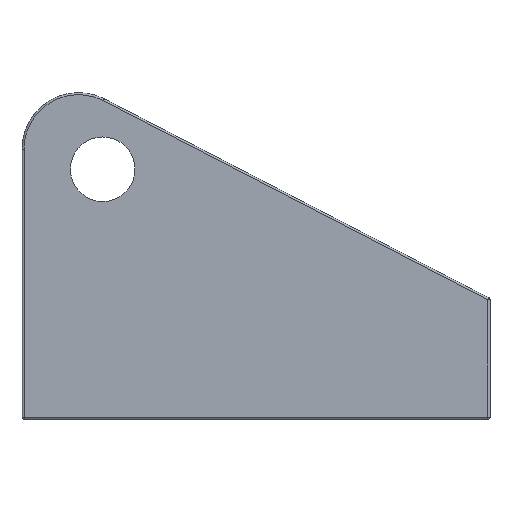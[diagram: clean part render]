
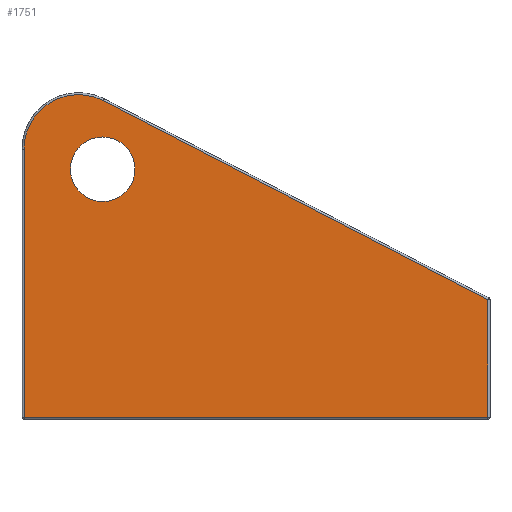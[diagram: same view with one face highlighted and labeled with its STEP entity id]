
A CAD part, front view. The second image highlights one B-rep face of the part: STEP entity #1751.
In plain terms, the highlighted planar face has unit normal (0, -1, 0).
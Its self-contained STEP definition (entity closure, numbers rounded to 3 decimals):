
#72 = CYLINDRICAL_SURFACE('',#73,0.25);
#73 = AXIS2_PLACEMENT_3D('',#74,#75,#76);
#74 = CARTESIAN_POINT('',(0.25,0.25,0.));
#75 = DIRECTION('',(0.,0.,1.));
#76 = DIRECTION('',(-1.,0.,0.));
#209 = TOROIDAL_SURFACE('',#210,6.75,0.25);
#210 = AXIS2_PLACEMENT_3D('',#211,#212,#213);
#211 = CARTESIAN_POINT('',(7.,0.25,33.498));
#212 = DIRECTION('',(0.,-1.,0.));
#213 = DIRECTION('',(-1.,0.,0.));
#396 = CYLINDRICAL_SURFACE('',#397,4.);
#397 = AXIS2_PLACEMENT_3D('',#398,#399,#400);
#398 = CARTESIAN_POINT('',(10.,40.,31.));
#399 = DIRECTION('',(0.,-1.,0.));
#400 = DIRECTION('',(1.,0.,0.));
#756 = VERTEX_POINT('',#757);
#757 = CARTESIAN_POINT('',(0.25,0.,0.25));
#779 = EDGE_CURVE('',#756,#780,#782,.T.);
#780 = VERTEX_POINT('',#781);
#781 = CARTESIAN_POINT('',(0.25,0.,33.498));
#782 = SURFACE_CURVE('',#783,(#787,#794),.PCURVE_S1.);
#783 = LINE('',#784,#785);
#784 = CARTESIAN_POINT('',(0.25,0.,0.));
#785 = VECTOR('',#786,1.);
#786 = DIRECTION('',(0.,0.,1.));
#787 = PCURVE('',#72,#788);
#788 = DEFINITIONAL_REPRESENTATION('',(#789),#793);
#789 = LINE('',#790,#791);
#790 = CARTESIAN_POINT('',(1.571,0.));
#791 = VECTOR('',#792,1.);
#792 = DIRECTION('',(0.,1.));
#793 = ( GEOMETRIC_REPRESENTATION_CONTEXT(2) 
PARAMETRIC_REPRESENTATION_CONTEXT() REPRESENTATION_CONTEXT('2D SPACE',''
  ) );
#794 = PCURVE('',#795,#800);
#795 = PLANE('',#796);
#796 = AXIS2_PLACEMENT_3D('',#797,#798,#799);
#797 = CARTESIAN_POINT('',(0.,0.,0.));
#798 = DIRECTION('',(0.,-1.,0.));
#799 = DIRECTION('',(0.,0.,-1.));
#800 = DEFINITIONAL_REPRESENTATION('',(#801),#805);
#801 = LINE('',#802,#803);
#802 = CARTESIAN_POINT('',(0.,0.25));
#803 = VECTOR('',#804,1.);
#804 = DIRECTION('',(-1.,0.));
#805 = ( GEOMETRIC_REPRESENTATION_CONTEXT(2) 
PARAMETRIC_REPRESENTATION_CONTEXT() REPRESENTATION_CONTEXT('2D SPACE',''
  ) );
#846 = CYLINDRICAL_SURFACE('',#847,0.25);
#847 = AXIS2_PLACEMENT_3D('',#848,#849,#850);
#848 = CARTESIAN_POINT('',(10.101,0.25,39.494));
#849 = DIRECTION('',(0.888,0.,-0.459
    ));
#850 = DIRECTION('',(0.459,0.,0.888)
  );
#887 = VERTEX_POINT('',#888);
#888 = CARTESIAN_POINT('',(10.101,0.,
    39.494));
#908 = EDGE_CURVE('',#780,#887,#909,.T.);
#909 = SURFACE_CURVE('',#910,(#915,#922),.PCURVE_S1.);
#910 = CIRCLE('',#911,6.75);
#911 = AXIS2_PLACEMENT_3D('',#912,#913,#914);
#912 = CARTESIAN_POINT('',(7.,0.,33.498));
#913 = DIRECTION('',(0.,1.,0.));
#914 = DIRECTION('',(-1.,0.,0.));
#915 = PCURVE('',#209,#916);
#916 = DEFINITIONAL_REPRESENTATION('',(#917),#921);
#917 = LINE('',#918,#919);
#918 = CARTESIAN_POINT('',(0.,1.571));
#919 = VECTOR('',#920,1.);
#920 = DIRECTION('',(-1.,0.));
#921 = ( GEOMETRIC_REPRESENTATION_CONTEXT(2) 
PARAMETRIC_REPRESENTATION_CONTEXT() REPRESENTATION_CONTEXT('2D SPACE',''
  ) );
#922 = PCURVE('',#795,#923);
#923 = DEFINITIONAL_REPRESENTATION('',(#924),#932);
#924 = ( BOUNDED_CURVE() B_SPLINE_CURVE(2,(#925,#926,#927,#928,#929,#930
,#931),.UNSPECIFIED.,.F.,.F.) B_SPLINE_CURVE_WITH_KNOTS((1,2,2,2,2,1),(
    -2.094,0.,2.094,4.189,6.283,
8.378),.UNSPECIFIED.) CURVE() GEOMETRIC_REPRESENTATION_ITEM() 
RATIONAL_B_SPLINE_CURVE((1.,0.5,1.,0.5,1.,0.5,1.)) REPRESENTATION_ITEM(
  '') );
#925 = CARTESIAN_POINT('',(-33.498,0.25));
#926 = CARTESIAN_POINT('',(-45.19,0.25));
#927 = CARTESIAN_POINT('',(-39.344,10.375));
#928 = CARTESIAN_POINT('',(-33.498,20.5));
#929 = CARTESIAN_POINT('',(-27.653,10.375));
#930 = CARTESIAN_POINT('',(-21.807,0.25));
#931 = CARTESIAN_POINT('',(-33.498,0.25));
#932 = ( GEOMETRIC_REPRESENTATION_CONTEXT(2) 
PARAMETRIC_REPRESENTATION_CONTEXT() REPRESENTATION_CONTEXT('2D SPACE',''
  ) );
#955 = CYLINDRICAL_SURFACE('',#956,0.25);
#956 = AXIS2_PLACEMENT_3D('',#957,#958,#959);
#957 = CARTESIAN_POINT('',(57.75,0.25,15.));
#958 = DIRECTION('',(0.,0.,-1.));
#959 = DIRECTION('',(0.,-1.,0.));
#1129 = EDGE_CURVE('',#1130,#1130,#1132,.T.);
#1130 = VERTEX_POINT('',#1131);
#1131 = CARTESIAN_POINT('',(14.,0.,31.));
#1132 = SURFACE_CURVE('',#1133,(#1138,#1145),.PCURVE_S1.);
#1133 = CIRCLE('',#1134,4.);
#1134 = AXIS2_PLACEMENT_3D('',#1135,#1136,#1137);
#1135 = CARTESIAN_POINT('',(10.,0.,31.));
#1136 = DIRECTION('',(0.,-1.,0.));
#1137 = DIRECTION('',(1.,0.,0.));
#1138 = PCURVE('',#396,#1139);
#1139 = DEFINITIONAL_REPRESENTATION('',(#1140),#1144);
#1140 = LINE('',#1141,#1142);
#1141 = CARTESIAN_POINT('',(0.,40.));
#1142 = VECTOR('',#1143,1.);
#1143 = DIRECTION('',(1.,0.));
#1144 = ( GEOMETRIC_REPRESENTATION_CONTEXT(2) 
PARAMETRIC_REPRESENTATION_CONTEXT() REPRESENTATION_CONTEXT('2D SPACE',''
  ) );
#1145 = PCURVE('',#795,#1146);
#1146 = DEFINITIONAL_REPRESENTATION('',(#1147),#1151);
#1147 = CIRCLE('',#1148,4.);
#1148 = AXIS2_PLACEMENT_2D('',#1149,#1150);
#1149 = CARTESIAN_POINT('',(-31.,10.));
#1150 = DIRECTION('',(0.,1.));
#1151 = ( GEOMETRIC_REPRESENTATION_CONTEXT(2) 
PARAMETRIC_REPRESENTATION_CONTEXT() REPRESENTATION_CONTEXT('2D SPACE',''
  ) );
#1636 = CYLINDRICAL_SURFACE('',#1637,0.25);
#1637 = AXIS2_PLACEMENT_3D('',#1638,#1639,#1640);
#1638 = CARTESIAN_POINT('',(58.,0.25,0.25));
#1639 = DIRECTION('',(-1.,0.,0.));
#1640 = DIRECTION('',(0.,-1.,0.));
#1751 = ADVANCED_FACE('',(#1752,#1823),#795,.T.);
#1752 = FACE_BOUND('',#1753,.T.);
#1753 = EDGE_LOOP('',(#1754,#1755,#1778,#1801,#1822));
#1754 = ORIENTED_EDGE('',*,*,#779,.F.);
#1755 = ORIENTED_EDGE('',*,*,#1756,.F.);
#1756 = EDGE_CURVE('',#1757,#756,#1759,.T.);
#1757 = VERTEX_POINT('',#1758);
#1758 = CARTESIAN_POINT('',(57.75,0.,0.25));
#1759 = SURFACE_CURVE('',#1760,(#1764,#1771),.PCURVE_S1.);
#1760 = LINE('',#1761,#1762);
#1761 = CARTESIAN_POINT('',(58.,0.,0.25));
#1762 = VECTOR('',#1763,1.);
#1763 = DIRECTION('',(-1.,0.,0.));
#1764 = PCURVE('',#795,#1765);
#1765 = DEFINITIONAL_REPRESENTATION('',(#1766),#1770);
#1766 = LINE('',#1767,#1768);
#1767 = CARTESIAN_POINT('',(-0.25,58.));
#1768 = VECTOR('',#1769,1.);
#1769 = DIRECTION('',(0.,-1.));
#1770 = ( GEOMETRIC_REPRESENTATION_CONTEXT(2) 
PARAMETRIC_REPRESENTATION_CONTEXT() REPRESENTATION_CONTEXT('2D SPACE',''
  ) );
#1771 = PCURVE('',#1636,#1772);
#1772 = DEFINITIONAL_REPRESENTATION('',(#1773),#1777);
#1773 = LINE('',#1774,#1775);
#1774 = CARTESIAN_POINT('',(0.,0.));
#1775 = VECTOR('',#1776,1.);
#1776 = DIRECTION('',(0.,1.));
#1777 = ( GEOMETRIC_REPRESENTATION_CONTEXT(2) 
PARAMETRIC_REPRESENTATION_CONTEXT() REPRESENTATION_CONTEXT('2D SPACE',''
  ) );
#1778 = ORIENTED_EDGE('',*,*,#1779,.F.);
#1779 = EDGE_CURVE('',#1780,#1757,#1782,.T.);
#1780 = VERTEX_POINT('',#1781);
#1781 = CARTESIAN_POINT('',(57.75,0.,14.848));
#1782 = SURFACE_CURVE('',#1783,(#1787,#1794),.PCURVE_S1.);
#1783 = LINE('',#1784,#1785);
#1784 = CARTESIAN_POINT('',(57.75,0.,15.));
#1785 = VECTOR('',#1786,1.);
#1786 = DIRECTION('',(0.,0.,-1.));
#1787 = PCURVE('',#795,#1788);
#1788 = DEFINITIONAL_REPRESENTATION('',(#1789),#1793);
#1789 = LINE('',#1790,#1791);
#1790 = CARTESIAN_POINT('',(-15.,57.75));
#1791 = VECTOR('',#1792,1.);
#1792 = DIRECTION('',(1.,0.));
#1793 = ( GEOMETRIC_REPRESENTATION_CONTEXT(2) 
PARAMETRIC_REPRESENTATION_CONTEXT() REPRESENTATION_CONTEXT('2D SPACE',''
  ) );
#1794 = PCURVE('',#955,#1795);
#1795 = DEFINITIONAL_REPRESENTATION('',(#1796),#1800);
#1796 = LINE('',#1797,#1798);
#1797 = CARTESIAN_POINT('',(0.,0.));
#1798 = VECTOR('',#1799,1.);
#1799 = DIRECTION('',(0.,1.));
#1800 = ( GEOMETRIC_REPRESENTATION_CONTEXT(2) 
PARAMETRIC_REPRESENTATION_CONTEXT() REPRESENTATION_CONTEXT('2D SPACE',''
  ) );
#1801 = ORIENTED_EDGE('',*,*,#1802,.F.);
#1802 = EDGE_CURVE('',#887,#1780,#1803,.T.);
#1803 = SURFACE_CURVE('',#1804,(#1808,#1815),.PCURVE_S1.);
#1804 = LINE('',#1805,#1806);
#1805 = CARTESIAN_POINT('',(10.101,0.,
    39.494));
#1806 = VECTOR('',#1807,1.);
#1807 = DIRECTION('',(0.888,0.,
    -0.459));
#1808 = PCURVE('',#795,#1809);
#1809 = DEFINITIONAL_REPRESENTATION('',(#1810),#1814);
#1810 = LINE('',#1811,#1812);
#1811 = CARTESIAN_POINT('',(-39.494,10.101));
#1812 = VECTOR('',#1813,1.);
#1813 = DIRECTION('',(0.459,0.888));
#1814 = ( GEOMETRIC_REPRESENTATION_CONTEXT(2) 
PARAMETRIC_REPRESENTATION_CONTEXT() REPRESENTATION_CONTEXT('2D SPACE',''
  ) );
#1815 = PCURVE('',#846,#1816);
#1816 = DEFINITIONAL_REPRESENTATION('',(#1817),#1821);
#1817 = LINE('',#1818,#1819);
#1818 = CARTESIAN_POINT('',(1.571,0.));
#1819 = VECTOR('',#1820,1.);
#1820 = DIRECTION('',(0.,1.));
#1821 = ( GEOMETRIC_REPRESENTATION_CONTEXT(2) 
PARAMETRIC_REPRESENTATION_CONTEXT() REPRESENTATION_CONTEXT('2D SPACE',''
  ) );
#1822 = ORIENTED_EDGE('',*,*,#908,.F.);
#1823 = FACE_BOUND('',#1824,.T.);
#1824 = EDGE_LOOP('',(#1825));
#1825 = ORIENTED_EDGE('',*,*,#1129,.F.);
